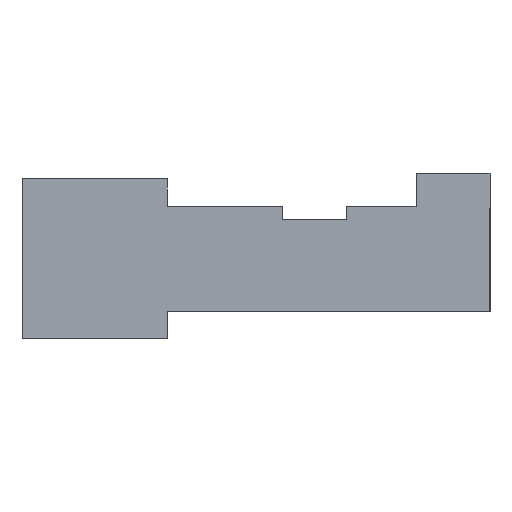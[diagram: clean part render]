
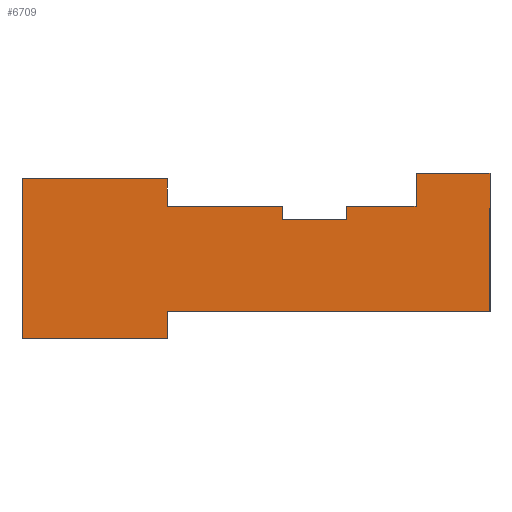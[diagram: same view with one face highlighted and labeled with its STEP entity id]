
A CAD part, left-side view. The second image highlights one B-rep face of the part: STEP entity #6709.
In plain terms, the highlighted planar face has unit normal (-1, 0, 0).
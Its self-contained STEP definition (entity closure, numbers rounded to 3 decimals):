
#1436=ORIENTED_EDGE('',*,*,#2622,.T.);
#1437=ORIENTED_EDGE('',*,*,#2644,.T.);
#1438=ORIENTED_EDGE('',*,*,#2646,.T.);
#1439=ORIENTED_EDGE('',*,*,#2648,.F.);
#1440=ORIENTED_EDGE('',*,*,#2649,.F.);
#1441=ORIENTED_EDGE('',*,*,#2650,.F.);
#1442=ORIENTED_EDGE('',*,*,#2651,.F.);
#1443=ORIENTED_EDGE('',*,*,#2652,.F.);
#1444=ORIENTED_EDGE('',*,*,#2653,.T.);
#1445=ORIENTED_EDGE('',*,*,#2654,.F.);
#1446=ORIENTED_EDGE('',*,*,#2655,.T.);
#1447=ORIENTED_EDGE('',*,*,#2656,.F.);
#1448=ORIENTED_EDGE('',*,*,#2657,.T.);
#1449=ORIENTED_EDGE('',*,*,#2658,.F.);
#2622=EDGE_CURVE('',#3334,#3333,#4187,.T.);
#2644=EDGE_CURVE('',#3333,#3353,#4209,.T.);
#2646=EDGE_CURVE('',#3353,#3354,#4211,.T.);
#2648=EDGE_CURVE('',#3355,#3354,#4213,.T.);
#2649=EDGE_CURVE('',#3356,#3355,#4214,.T.);
#2650=EDGE_CURVE('',#3357,#3356,#4215,.T.);
#2651=EDGE_CURVE('',#3358,#3357,#4216,.T.);
#2652=EDGE_CURVE('',#3359,#3358,#4217,.T.);
#2653=EDGE_CURVE('',#3359,#3360,#4218,.T.);
#2654=EDGE_CURVE('',#3361,#3360,#4219,.T.);
#2655=EDGE_CURVE('',#3361,#3362,#4220,.T.);
#2656=EDGE_CURVE('',#3363,#3362,#4221,.T.);
#2657=EDGE_CURVE('',#3363,#3364,#4222,.T.);
#2658=EDGE_CURVE('',#3334,#3364,#4223,.T.);
#3333=VERTEX_POINT('',#10166);
#3334=VERTEX_POINT('',#10168);
#3353=VERTEX_POINT('',#10212);
#3354=VERTEX_POINT('',#10216);
#3355=VERTEX_POINT('',#10220);
#3356=VERTEX_POINT('',#10222);
#3357=VERTEX_POINT('',#10224);
#3358=VERTEX_POINT('',#10226);
#3359=VERTEX_POINT('',#10228);
#3360=VERTEX_POINT('',#10230);
#3361=VERTEX_POINT('',#10232);
#3362=VERTEX_POINT('',#10234);
#3363=VERTEX_POINT('',#10236);
#3364=VERTEX_POINT('',#10238);
#4187=LINE('',#10167,#5120);
#4209=LINE('',#10211,#5142);
#4211=LINE('',#10215,#5144);
#4213=LINE('',#10219,#5146);
#4214=LINE('',#10221,#5147);
#4215=LINE('',#10223,#5148);
#4216=LINE('',#10225,#5149);
#4217=LINE('',#10227,#5150);
#4218=LINE('',#10229,#5151);
#4219=LINE('',#10231,#5152);
#4220=LINE('',#10233,#5153);
#4221=LINE('',#10235,#5154);
#4222=LINE('',#10237,#5155);
#4223=LINE('',#10239,#5156);
#5120=VECTOR('',#8350,1000.);
#5142=VECTOR('',#8378,1000.);
#5144=VECTOR('',#8382,1000.);
#5146=VECTOR('',#8386,1000.);
#5147=VECTOR('',#8387,1000.);
#5148=VECTOR('',#8388,1000.);
#5149=VECTOR('',#8389,1000.);
#5150=VECTOR('',#8390,1000.);
#5151=VECTOR('',#8391,1000.);
#5152=VECTOR('',#8392,1000.);
#5153=VECTOR('',#8393,1000.);
#5154=VECTOR('',#8394,1000.);
#5155=VECTOR('',#8395,1000.);
#5156=VECTOR('',#8396,1000.);
#5651=EDGE_LOOP('',(#1436,#1437,#1438,#1439,#1440,#1441,#1442,#1443,#1444,
#1445,#1446,#1447,#1448,#1449));
#6028=FACE_BOUND('',#5651,.T.);
#6372=PLANE('',#7094);
#6709=ADVANCED_FACE('',(#6028),#6372,.F.);
#7094=AXIS2_PLACEMENT_3D('',#10218,#8384,#8385);
#8350=DIRECTION('',(0.,0.,1.));
#8378=DIRECTION('',(0.,1.,0.));
#8382=DIRECTION('',(0.,0.,-1.));
#8384=DIRECTION('',(1.,0.,0.));
#8385=DIRECTION('',(0.,1.,0.));
#8386=DIRECTION('',(0.,-1.,0.));
#8387=DIRECTION('',(0.,0.,1.));
#8388=DIRECTION('',(0.,-1.,0.));
#8389=DIRECTION('',(0.,0.,-1.));
#8390=DIRECTION('',(0.,-1.,0.));
#8391=DIRECTION('',(0.,0.,1.));
#8392=DIRECTION('',(0.,-1.,0.));
#8393=DIRECTION('',(0.,0.,-1.));
#8394=DIRECTION('',(0.,1.,0.));
#8395=DIRECTION('',(0.,0.,1.));
#8396=DIRECTION('',(0.,1.,0.));
#10166=CARTESIAN_POINT('',(-2.54,0.,4.32));
#10167=CARTESIAN_POINT('',(-2.54,0.,0.));
#10168=CARTESIAN_POINT('',(-2.54,0.,0.));
#10211=CARTESIAN_POINT('',(-2.54,0.,4.32));
#10212=CARTESIAN_POINT('',(-2.54,2.31,4.32));
#10215=CARTESIAN_POINT('',(-2.54,2.31,4.32));
#10216=CARTESIAN_POINT('',(-2.54,2.31,3.28));
#10218=CARTESIAN_POINT('',(-2.54,7.305,1.73));
#10219=CARTESIAN_POINT('',(-2.54,4.47,3.28));
#10220=CARTESIAN_POINT('',(-2.54,4.47,3.28));
#10221=CARTESIAN_POINT('',(-2.54,4.47,2.86));
#10222=CARTESIAN_POINT('',(-2.54,4.47,2.86));
#10223=CARTESIAN_POINT('',(-2.54,6.47,2.86));
#10224=CARTESIAN_POINT('',(-2.54,6.47,2.86));
#10225=CARTESIAN_POINT('',(-2.54,6.47,3.28));
#10226=CARTESIAN_POINT('',(-2.54,6.47,3.28));
#10227=CARTESIAN_POINT('',(-2.54,10.08,3.28));
#10228=CARTESIAN_POINT('',(-2.54,10.08,3.28));
#10229=CARTESIAN_POINT('',(-2.54,10.08,3.28));
#10230=CARTESIAN_POINT('',(-2.54,10.08,4.14));
#10231=CARTESIAN_POINT('',(-2.54,14.61,4.14));
#10232=CARTESIAN_POINT('',(-2.54,14.61,4.14));
#10233=CARTESIAN_POINT('',(-2.54,14.61,4.14));
#10234=CARTESIAN_POINT('',(-2.54,14.61,-0.86));
#10235=CARTESIAN_POINT('',(-2.54,10.08,-0.86));
#10236=CARTESIAN_POINT('',(-2.54,10.08,-0.86));
#10237=CARTESIAN_POINT('',(-2.54,10.08,-0.86));
#10238=CARTESIAN_POINT('',(-2.54,10.08,0.));
#10239=CARTESIAN_POINT('',(-2.54,0.,0.));
